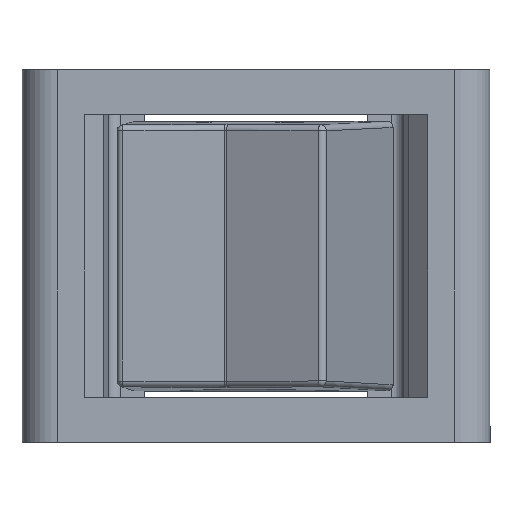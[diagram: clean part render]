
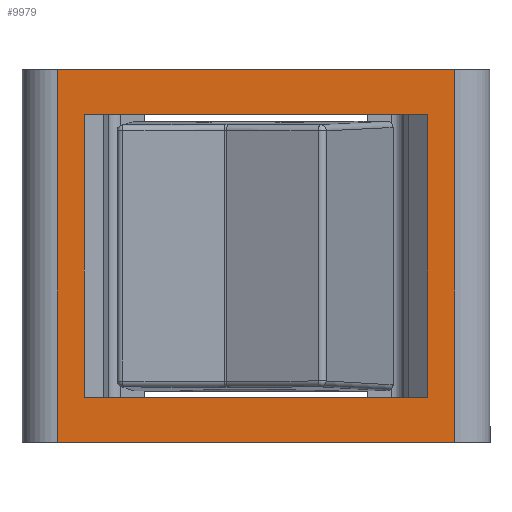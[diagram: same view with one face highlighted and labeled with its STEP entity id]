
A CAD part, top view. The second image highlights one B-rep face of the part: STEP entity #9979.
In plain terms, the highlighted planar face has unit normal (0, 0, 1).
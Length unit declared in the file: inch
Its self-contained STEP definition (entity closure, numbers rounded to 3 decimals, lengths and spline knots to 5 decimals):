
#49=FACE_BOUND('',#892,.T.);
#324=FACE_OUTER_BOUND('',#891,.T.);
#891=EDGE_LOOP('',(#6973,#6974,#6975,#6976));
#892=EDGE_LOOP('',(#6977,#6978,#6979,#6980));
#1817=LINE('',#14754,#3050);
#1833=LINE('',#14791,#3066);
#1846=LINE('',#14819,#3079);
#1849=LINE('',#14824,#3082);
#1852=LINE('',#14835,#3085);
#1853=LINE('',#14838,#3086);
#1857=LINE('',#14848,#3090);
#1858=LINE('',#14849,#3091);
#3050=VECTOR('',#11758,0.3937);
#3066=VECTOR('',#11780,0.3937);
#3079=VECTOR('',#11799,0.3937);
#3082=VECTOR('',#11806,0.3937);
#3085=VECTOR('',#11817,0.3937);
#3086=VECTOR('',#11820,0.3937);
#3090=VECTOR('',#11828,0.3937);
#3091=VECTOR('',#11829,0.3937);
#4253=VERTEX_POINT('',#14751);
#4254=VERTEX_POINT('',#14753);
#4271=VERTEX_POINT('',#14788);
#4272=VERTEX_POINT('',#14790);
#4285=VERTEX_POINT('',#14828);
#4288=VERTEX_POINT('',#14833);
#4289=VERTEX_POINT('',#14837);
#4293=VERTEX_POINT('',#14847);
#5263=EDGE_CURVE('',#4253,#4254,#1817,.T.);
#5281=EDGE_CURVE('',#4272,#4271,#1833,.T.);
#5296=EDGE_CURVE('',#4254,#4271,#1846,.T.);
#5299=EDGE_CURVE('',#4272,#4253,#1849,.T.);
#5304=EDGE_CURVE('',#4288,#4285,#1852,.T.);
#5305=EDGE_CURVE('',#4285,#4289,#1853,.T.);
#5310=EDGE_CURVE('',#4293,#4288,#1857,.T.);
#5311=EDGE_CURVE('',#4289,#4293,#1858,.T.);
#6973=ORIENTED_EDGE('',*,*,#5304,.F.);
#6974=ORIENTED_EDGE('',*,*,#5310,.F.);
#6975=ORIENTED_EDGE('',*,*,#5311,.F.);
#6976=ORIENTED_EDGE('',*,*,#5305,.F.);
#6977=ORIENTED_EDGE('',*,*,#5263,.F.);
#6978=ORIENTED_EDGE('',*,*,#5299,.F.);
#6979=ORIENTED_EDGE('',*,*,#5281,.T.);
#6980=ORIENTED_EDGE('',*,*,#5296,.F.);
#9542=PLANE('',#10608);
#9979=ADVANCED_FACE('',(#324,#49),#9542,.T.);
#10608=AXIS2_PLACEMENT_3D('',#14846,#11826,#11827);
#11758=DIRECTION('',(1.,0.,0.));
#11780=DIRECTION('',(1.,0.,0.));
#11799=DIRECTION('',(0.,1.,0.));
#11806=DIRECTION('',(0.,-1.,0.));
#11817=DIRECTION('',(0.,1.,0.));
#11820=DIRECTION('',(1.,0.,0.));
#11826=DIRECTION('center_axis',(0.,0.,
1.));
#11827=DIRECTION('ref_axis',(0.,1.,0.));
#11828=DIRECTION('',(-1.,0.,0.));
#11829=DIRECTION('',(0.,-1.,0.));
#14751=CARTESIAN_POINT('',(-0.28642,-0.23622,0.74173));
#14753=CARTESIAN_POINT('',(0.28642,-0.23622,0.74173));
#14754=CARTESIAN_POINT('',(0.12746,-0.23622,0.74173));
#14788=CARTESIAN_POINT('',(0.28642,0.23622,0.74173));
#14790=CARTESIAN_POINT('',(-0.28642,0.23622,0.74173));
#14791=CARTESIAN_POINT('',(-0.12746,0.23622,0.74173));
#14819=CARTESIAN_POINT('',(0.28642,0.11811,0.74173));
#14824=CARTESIAN_POINT('',(-0.28642,-0.11811,0.74173));
#14828=CARTESIAN_POINT('',(-0.33169,0.31102,0.74173));
#14833=CARTESIAN_POINT('',(-0.33169,-0.31102,0.74173));
#14835=CARTESIAN_POINT('',(-0.33169,-0.15551,0.74173));
#14837=CARTESIAN_POINT('',(0.33169,0.31102,0.74173));
#14838=CARTESIAN_POINT('',(-0.39075,0.31102,0.74173));
#14846=CARTESIAN_POINT('Origin',(0.,0.,
0.74173));
#14847=CARTESIAN_POINT('',(0.33169,-0.31102,0.74173));
#14848=CARTESIAN_POINT('',(0.39075,-0.31102,0.74173));
#14849=CARTESIAN_POINT('',(0.33169,0.15551,0.74173));
